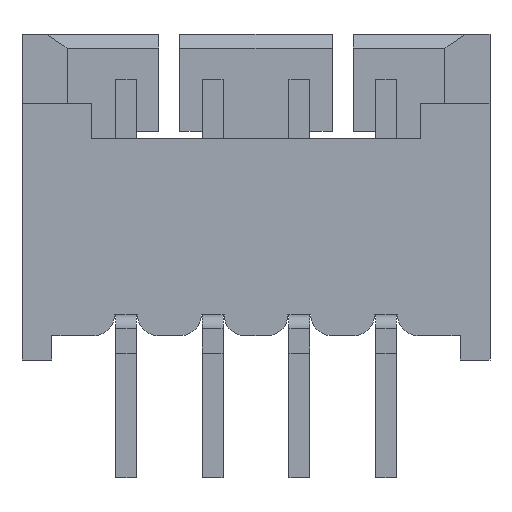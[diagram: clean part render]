
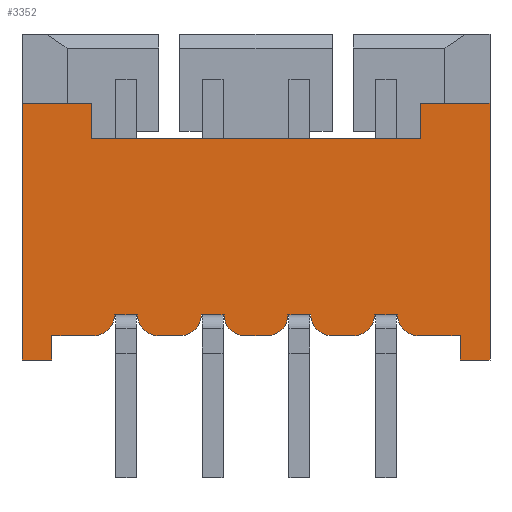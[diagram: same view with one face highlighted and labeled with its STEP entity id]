
A CAD part, front view. The second image highlights one B-rep face of the part: STEP entity #3352.
In plain terms, the highlighted planar face has unit normal (0, -1, 0).
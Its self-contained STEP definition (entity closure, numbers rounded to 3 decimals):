
#14=DIRECTION('',(0.,0.,-1.));
#15=VECTOR('',#14,3.7);
#16=CARTESIAN_POINT('',(-3.375,-1.6,-1.));
#17=LINE('',#16,#15);
#726=DIRECTION('',(1.,0.,0.));
#727=VECTOR('',#726,0.33);
#728=CARTESIAN_POINT('',(1.71,-1.6,-4.05));
#729=LINE('',#728,#727);
#730=CARTESIAN_POINT('',(1.41,-1.6,-4.05));
#731=DIRECTION('',(0.,1.,0.));
#732=DIRECTION('',(1.,0.,0.));
#733=AXIS2_PLACEMENT_3D('',#730,#731,#732);
#735=DIRECTION('',(1.,0.,0.));
#736=VECTOR('',#735,0.32);
#737=CARTESIAN_POINT('',(1.09,-1.6,-4.35));
#738=LINE('',#737,#736);
#739=CARTESIAN_POINT('',(1.09,-1.6,-4.05));
#740=DIRECTION('',(0.,1.,0.));
#741=DIRECTION('',(0.,0.,-1.));
#742=AXIS2_PLACEMENT_3D('',#739,#740,#741);
#744=DIRECTION('',(1.,0.,0.));
#745=VECTOR('',#744,0.33);
#746=CARTESIAN_POINT('',(0.46,-1.6,-4.05));
#747=LINE('',#746,#745);
#748=CARTESIAN_POINT('',(0.16,-1.6,-4.05));
#749=DIRECTION('',(0.,1.,0.));
#750=DIRECTION('',(1.,0.,0.));
#751=AXIS2_PLACEMENT_3D('',#748,#749,#750);
#753=DIRECTION('',(1.,0.,0.));
#754=VECTOR('',#753,0.32);
#755=CARTESIAN_POINT('',(-0.16,-1.6,-4.35));
#756=LINE('',#755,#754);
#757=CARTESIAN_POINT('',(-0.16,-1.6,-4.05));
#758=DIRECTION('',(0.,1.,0.));
#759=DIRECTION('',(0.,0.,-1.));
#760=AXIS2_PLACEMENT_3D('',#757,#758,#759);
#762=DIRECTION('',(1.,0.,0.));
#763=VECTOR('',#762,0.33);
#764=CARTESIAN_POINT('',(-0.79,-1.6,-4.05));
#765=LINE('',#764,#763);
#766=CARTESIAN_POINT('',(-1.09,-1.6,-4.05));
#767=DIRECTION('',(0.,1.,0.));
#768=DIRECTION('',(1.,0.,0.));
#769=AXIS2_PLACEMENT_3D('',#766,#767,#768);
#771=DIRECTION('',(1.,0.,0.));
#772=VECTOR('',#771,0.32);
#773=CARTESIAN_POINT('',(-1.41,-1.6,-4.35));
#774=LINE('',#773,#772);
#775=CARTESIAN_POINT('',(-1.41,-1.6,-4.05));
#776=DIRECTION('',(0.,1.,0.));
#777=DIRECTION('',(0.,0.,-1.));
#778=AXIS2_PLACEMENT_3D('',#775,#776,#777);
#780=DIRECTION('',(1.,0.,0.));
#781=VECTOR('',#780,0.33);
#782=CARTESIAN_POINT('',(-2.04,-1.6,-4.05));
#783=LINE('',#782,#781);
#784=CARTESIAN_POINT('',(-2.34,-1.6,-4.05));
#785=DIRECTION('',(0.,1.,0.));
#786=DIRECTION('',(1.,0.,0.));
#787=AXIS2_PLACEMENT_3D('',#784,#785,#786);
#789=DIRECTION('',(1.,0.,0.));
#790=VECTOR('',#789,0.605);
#791=CARTESIAN_POINT('',(-2.945,-1.6,-4.35));
#792=LINE('',#791,#790);
#793=DIRECTION('',(0.,0.,1.));
#794=VECTOR('',#793,0.35);
#795=CARTESIAN_POINT('',(-2.945,-1.6,-4.7));
#796=LINE('',#795,#794);
#797=DIRECTION('',(1.,0.,0.));
#798=VECTOR('',#797,1.);
#799=CARTESIAN_POINT('',(-3.375,-1.6,-1.));
#800=LINE('',#799,#798);
#801=DIRECTION('',(0.,0.,-1.));
#802=VECTOR('',#801,0.5);
#803=CARTESIAN_POINT('',(-2.375,-1.6,-1.));
#804=LINE('',#803,#802);
#805=DIRECTION('',(1.,0.,0.));
#806=VECTOR('',#805,4.75);
#807=CARTESIAN_POINT('',(-2.375,-1.6,-1.5));
#808=LINE('',#807,#806);
#809=DIRECTION('',(0.,0.,-1.));
#810=VECTOR('',#809,0.5);
#811=CARTESIAN_POINT('',(2.375,-1.6,-1.));
#812=LINE('',#811,#810);
#813=DIRECTION('',(1.,0.,0.));
#814=VECTOR('',#813,1.);
#815=CARTESIAN_POINT('',(2.375,-1.6,-1.));
#816=LINE('',#815,#814);
#817=DIRECTION('',(0.,0.,1.));
#818=VECTOR('',#817,0.35);
#819=CARTESIAN_POINT('',(2.945,-1.6,-4.7));
#820=LINE('',#819,#818);
#821=DIRECTION('',(1.,0.,0.));
#822=VECTOR('',#821,0.605);
#823=CARTESIAN_POINT('',(2.34,-1.6,-4.35));
#824=LINE('',#823,#822);
#825=CARTESIAN_POINT('',(2.34,-1.6,-4.05));
#826=DIRECTION('',(0.,1.,0.));
#827=DIRECTION('',(0.,0.,-1.));
#828=AXIS2_PLACEMENT_3D('',#825,#826,#827);
#911=DIRECTION('',(1.,0.,0.));
#912=VECTOR('',#911,0.43);
#913=CARTESIAN_POINT('',(-3.375,-1.6,-4.7));
#914=LINE('',#913,#912);
#919=DIRECTION('',(1.,0.,0.));
#920=VECTOR('',#919,0.43);
#921=CARTESIAN_POINT('',(2.945,-1.6,-4.7));
#922=LINE('',#921,#920);
#939=DIRECTION('',(0.,0.,-1.));
#940=VECTOR('',#939,3.7);
#941=CARTESIAN_POINT('',(3.375,-1.6,-1.));
#942=LINE('',#941,#940);
#1816=CARTESIAN_POINT('',(-3.375,-1.6,-1.));
#1817=VERTEX_POINT('',#1816);
#1818=CARTESIAN_POINT('',(-3.375,-1.6,-4.7));
#1819=VERTEX_POINT('',#1818);
#1828=CARTESIAN_POINT('',(3.375,-1.6,-1.));
#1829=VERTEX_POINT('',#1828);
#1830=CARTESIAN_POINT('',(3.375,-1.6,-4.7));
#1831=VERTEX_POINT('',#1830);
#1858=CARTESIAN_POINT('',(-2.375,-1.6,-1.));
#1859=CARTESIAN_POINT('',(-2.375,-1.6,-1.5));
#1860=VERTEX_POINT('',#1858);
#1861=VERTEX_POINT('',#1859);
#1862=CARTESIAN_POINT('',(2.375,-1.6,-1.5));
#1863=VERTEX_POINT('',#1862);
#1864=CARTESIAN_POINT('',(2.375,-1.6,-1.));
#1865=VERTEX_POINT('',#1864);
#1866=CARTESIAN_POINT('',(-2.945,-1.6,-4.7));
#1867=CARTESIAN_POINT('',(-2.945,-1.6,-4.35));
#1868=VERTEX_POINT('',#1866);
#1869=VERTEX_POINT('',#1867);
#1870=CARTESIAN_POINT('',(2.945,-1.6,-4.7));
#1871=CARTESIAN_POINT('',(2.945,-1.6,-4.35));
#1872=VERTEX_POINT('',#1870);
#1873=VERTEX_POINT('',#1871);
#1882=CARTESIAN_POINT('',(-2.04,-1.6,-4.05));
#1883=CARTESIAN_POINT('',(-1.71,-1.6,-4.05));
#1884=VERTEX_POINT('',#1882);
#1885=VERTEX_POINT('',#1883);
#1886=CARTESIAN_POINT('',(-1.41,-1.6,-4.35));
#1887=VERTEX_POINT('',#1886);
#1888=CARTESIAN_POINT('',(-2.34,-1.6,-4.35));
#1889=VERTEX_POINT('',#1888);
#2133=CARTESIAN_POINT('',(-0.46,-1.6,-4.05));
#2135=VERTEX_POINT('',#2133);
#2207=CARTESIAN_POINT('',(0.46,-1.6,-4.05));
#2209=VERTEX_POINT('',#2207);
#2281=CARTESIAN_POINT('',(2.04,-1.6,-4.05));
#2283=VERTEX_POINT('',#2281);
#2354=CARTESIAN_POINT('',(-0.79,-1.6,-4.05));
#2355=VERTEX_POINT('',#2354);
#2356=CARTESIAN_POINT('',(-0.16,-1.6,-4.35));
#2357=VERTEX_POINT('',#2356);
#2358=CARTESIAN_POINT('',(-1.09,-1.6,-4.35));
#2359=VERTEX_POINT('',#2358);
#2362=CARTESIAN_POINT('',(0.79,-1.6,-4.05));
#2363=VERTEX_POINT('',#2362);
#2364=CARTESIAN_POINT('',(1.09,-1.6,-4.35));
#2365=VERTEX_POINT('',#2364);
#2366=CARTESIAN_POINT('',(0.16,-1.6,-4.35));
#2367=VERTEX_POINT('',#2366);
#2370=CARTESIAN_POINT('',(1.71,-1.6,-4.05));
#2371=VERTEX_POINT('',#2370);
#2372=CARTESIAN_POINT('',(2.34,-1.6,-4.35));
#2373=VERTEX_POINT('',#2372);
#2374=CARTESIAN_POINT('',(1.41,-1.6,-4.35));
#2375=VERTEX_POINT('',#2374);
#3293=CARTESIAN_POINT('',(-3.375,-1.6,-1.));
#3294=DIRECTION('',(0.,-1.,0.));
#3295=DIRECTION('',(0.,0.,-1.));
#3296=AXIS2_PLACEMENT_3D('',#3293,#3294,#3295);
#3297=PLANE('',#3296);
#3299=ORIENTED_EDGE('',*,*,#3298,.F.);
#3301=ORIENTED_EDGE('',*,*,#3300,.T.);
#3303=ORIENTED_EDGE('',*,*,#3302,.F.);
#3305=ORIENTED_EDGE('',*,*,#3304,.T.);
#3306=ORIENTED_EDGE('',*,*,#2753,.F.);
#3308=ORIENTED_EDGE('',*,*,#3307,.T.);
#3310=ORIENTED_EDGE('',*,*,#3309,.F.);
#3312=ORIENTED_EDGE('',*,*,#3311,.T.);
#3314=ORIENTED_EDGE('',*,*,#3313,.F.);
#3316=ORIENTED_EDGE('',*,*,#3315,.T.);
#3318=ORIENTED_EDGE('',*,*,#3317,.F.);
#3320=ORIENTED_EDGE('',*,*,#3319,.T.);
#3321=ORIENTED_EDGE('',*,*,#3048,.F.);
#3322=ORIENTED_EDGE('',*,*,#3284,.T.);
#3324=ORIENTED_EDGE('',*,*,#3323,.F.);
#3326=ORIENTED_EDGE('',*,*,#3325,.F.);
#3328=ORIENTED_EDGE('',*,*,#3327,.F.);
#3329=ORIENTED_EDGE('',*,*,#2401,.F.);
#3331=ORIENTED_EDGE('',*,*,#3330,.T.);
#3333=ORIENTED_EDGE('',*,*,#3332,.T.);
#3335=ORIENTED_EDGE('',*,*,#3334,.T.);
#3337=ORIENTED_EDGE('',*,*,#3336,.F.);
#3339=ORIENTED_EDGE('',*,*,#3338,.T.);
#3341=ORIENTED_EDGE('',*,*,#3340,.T.);
#3343=ORIENTED_EDGE('',*,*,#3342,.F.);
#3345=ORIENTED_EDGE('',*,*,#3344,.T.);
#3347=ORIENTED_EDGE('',*,*,#3346,.F.);
#3349=ORIENTED_EDGE('',*,*,#3348,.T.);
#3350=EDGE_LOOP('',(#3299,#3301,#3303,#3305,#3306,#3308,#3310,#3312,#3314,#3316,
#3318,#3320,#3321,#3322,#3324,#3326,#3328,#3329,#3331,#3333,#3335,#3337,#3339,
#3341,#3343,#3345,#3347,#3349));
#3351=FACE_OUTER_BOUND('',#3350,.F.);
#734=CIRCLE('',#733,0.3);
#743=CIRCLE('',#742,0.3);
#752=CIRCLE('',#751,0.3);
#761=CIRCLE('',#760,0.3);
#770=CIRCLE('',#769,0.3);
#779=CIRCLE('',#778,0.3);
#788=CIRCLE('',#787,0.3);
#829=CIRCLE('',#828,0.3);
#2401=EDGE_CURVE('',#1817,#1819,#17,.T.);
#2753=EDGE_CURVE('',#2209,#2363,#747,.T.);
#3048=EDGE_CURVE('',#1884,#1885,#783,.T.);
#3284=EDGE_CURVE('',#1884,#1889,#788,.T.);
#3298=EDGE_CURVE('',#2371,#2283,#729,.T.);
#3300=EDGE_CURVE('',#2371,#2375,#734,.T.);
#3302=EDGE_CURVE('',#2365,#2375,#738,.T.);
#3304=EDGE_CURVE('',#2365,#2363,#743,.T.);
#3307=EDGE_CURVE('',#2209,#2367,#752,.T.);
#3309=EDGE_CURVE('',#2357,#2367,#756,.T.);
#3311=EDGE_CURVE('',#2357,#2135,#761,.T.);
#3313=EDGE_CURVE('',#2355,#2135,#765,.T.);
#3315=EDGE_CURVE('',#2355,#2359,#770,.T.);
#3317=EDGE_CURVE('',#1887,#2359,#774,.T.);
#3319=EDGE_CURVE('',#1887,#1885,#779,.T.);
#3323=EDGE_CURVE('',#1869,#1889,#792,.T.);
#3325=EDGE_CURVE('',#1868,#1869,#796,.T.);
#3327=EDGE_CURVE('',#1819,#1868,#914,.T.);
#3330=EDGE_CURVE('',#1817,#1860,#800,.T.);
#3332=EDGE_CURVE('',#1860,#1861,#804,.T.);
#3334=EDGE_CURVE('',#1861,#1863,#808,.T.);
#3336=EDGE_CURVE('',#1865,#1863,#812,.T.);
#3338=EDGE_CURVE('',#1865,#1829,#816,.T.);
#3340=EDGE_CURVE('',#1829,#1831,#942,.T.);
#3342=EDGE_CURVE('',#1872,#1831,#922,.T.);
#3344=EDGE_CURVE('',#1872,#1873,#820,.T.);
#3346=EDGE_CURVE('',#2373,#1873,#824,.T.);
#3348=EDGE_CURVE('',#2373,#2283,#829,.T.);
#3352=ADVANCED_FACE('',(#3351),#3297,.T.);
